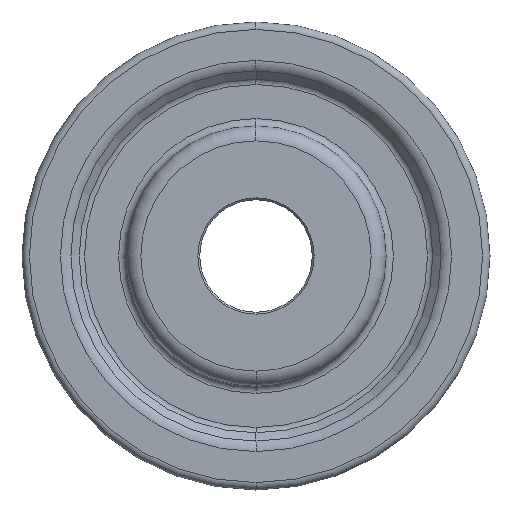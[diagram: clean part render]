
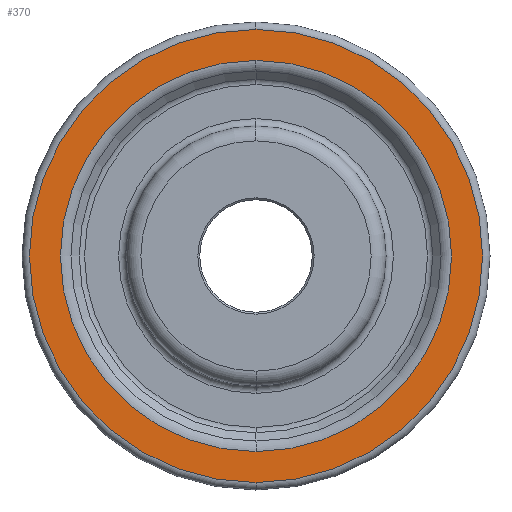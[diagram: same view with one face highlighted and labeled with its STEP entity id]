
A CAD part, left-side view. The second image highlights one B-rep face of the part: STEP entity #370.
In plain terms, the highlighted planar face has unit normal (-1, 0, 0).
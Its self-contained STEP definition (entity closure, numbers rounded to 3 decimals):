
#92 = VERTEX_POINT ( 'NONE', #513 ) ;
#102 = VERTEX_POINT ( 'NONE', #562 ) ;
#117 = EDGE_CURVE ( 'NONE', #102, #92, #540, .T. ) ;
#163 = EDGE_CURVE ( 'NONE', #175, #171, #682, .T. ) ;
#171 = VERTEX_POINT ( 'NONE', #657 ) ;
#175 = VERTEX_POINT ( 'NONE', #709 ) ;
#298 = ORIENTED_EDGE ( 'NONE', *, *, #299, .T. ) ;
#299 = EDGE_CURVE ( 'NONE', #171, #175, #893, .T. ) ;
#302 = EDGE_CURVE ( 'NONE', #92, #102, #874, .T. ) ;
#303 = ORIENTED_EDGE ( 'NONE', *, *, #117, .T. ) ;
#306 = ORIENTED_EDGE ( 'NONE', *, *, #302, .T. ) ;
#368 = ORIENTED_EDGE ( 'NONE', *, *, #163, .T. ) ;
#369 = EDGE_LOOP ( 'NONE', ( #368, #298 ) ) ;
#370 = ADVANCED_FACE ( 'NONE', ( #974, #973 ), #971, .F. ) ;
#371 = EDGE_LOOP ( 'NONE', ( #306, #303 ) ) ;
#513 = CARTESIAN_POINT ( 'NONE',  ( -17., 0., -61. ) ) ;
#532 = DIRECTION ( 'NONE',  ( 0., 0., -1. ) ) ;
#533 = DIRECTION ( 'NONE',  ( -1., 0., 0. ) ) ;
#534 = CARTESIAN_POINT ( 'NONE',  ( -17., 0., 0. ) ) ;
#535 = AXIS2_PLACEMENT_3D ( 'NONE', #534, #533, #532 ) ;
#540 = CIRCLE ( 'NONE', #535, 61. ) ;
#562 = CARTESIAN_POINT ( 'NONE',  ( -17., 0., 61. ) ) ;
#657 = CARTESIAN_POINT ( 'NONE',  ( -17., 0., 52.657 ) ) ;
#674 = DIRECTION ( 'NONE',  ( 0., 0., -1. ) ) ;
#675 = DIRECTION ( 'NONE',  ( 1., 0., 0. ) ) ;
#676 = CARTESIAN_POINT ( 'NONE',  ( -17., 0., 0. ) ) ;
#677 = AXIS2_PLACEMENT_3D ( 'NONE', #676, #675, #674 ) ;
#682 = CIRCLE ( 'NONE', #677, 52.657 ) ;
#709 = CARTESIAN_POINT ( 'NONE',  ( -17., 0., -52.657 ) ) ;
#874 = CIRCLE ( 'NONE', #936, 61. ) ;
#885 = DIRECTION ( 'NONE',  ( 0., 0., -1. ) ) ;
#886 = DIRECTION ( 'NONE',  ( 1., 0., 0. ) ) ;
#887 = CARTESIAN_POINT ( 'NONE',  ( -17., 0., 0. ) ) ;
#888 = AXIS2_PLACEMENT_3D ( 'NONE', #887, #886, #885 ) ;
#893 = CIRCLE ( 'NONE', #888, 52.657 ) ;
#933 = DIRECTION ( 'NONE',  ( 0., 0., -1. ) ) ;
#934 = DIRECTION ( 'NONE',  ( -1., 0., 0. ) ) ;
#935 = CARTESIAN_POINT ( 'NONE',  ( -17., 0., 0. ) ) ;
#936 = AXIS2_PLACEMENT_3D ( 'NONE', #935, #934, #933 ) ;
#971 = PLANE ( 'NONE',  #972 ) ;
#972 = AXIS2_PLACEMENT_3D ( 'NONE', #1030, #1029, #1028 ) ;
#973 = FACE_BOUND ( 'NONE', #369, .T. ) ;
#974 = FACE_OUTER_BOUND ( 'NONE', #371, .T. ) ;
#1028 = DIRECTION ( 'NONE',  ( 0., 0., -1. ) ) ;
#1029 = DIRECTION ( 'NONE',  ( 1., 0., 0. ) ) ;
#1030 = CARTESIAN_POINT ( 'NONE',  ( -17., 51., 0. ) ) ;
